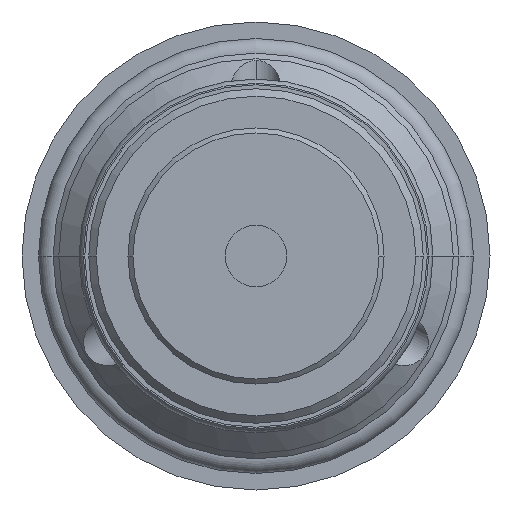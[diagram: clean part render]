
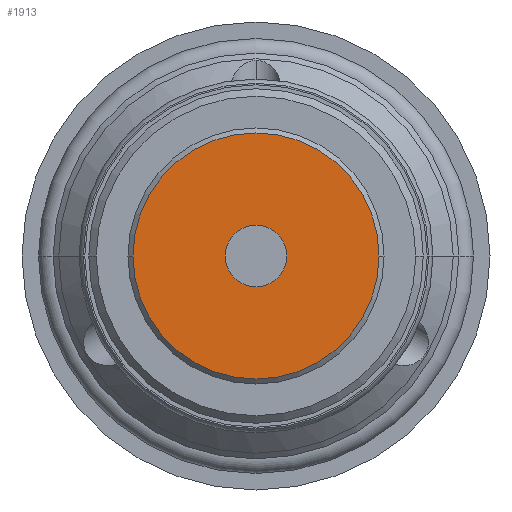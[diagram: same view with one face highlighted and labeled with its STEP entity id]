
A CAD part, left-side view. The second image highlights one B-rep face of the part: STEP entity #1913.
In plain terms, the highlighted planar face has unit normal (-1, 0, 0).
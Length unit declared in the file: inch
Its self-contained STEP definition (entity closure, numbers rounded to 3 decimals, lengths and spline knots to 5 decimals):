
#236=CARTESIAN_POINT('',(-2.676,0.,0.));
#237=DIRECTION('',(-1.,0.,0.));
#238=DIRECTION('',(0.,1.,0.));
#239=AXIS2_PLACEMENT_3D('',#236,#237,#238);
#241=CARTESIAN_POINT('',(-2.676,0.,0.));
#242=DIRECTION('',(1.,0.,0.));
#243=DIRECTION('',(0.,1.,0.));
#244=AXIS2_PLACEMENT_3D('',#241,#242,#243);
#246=CARTESIAN_POINT('',(-2.676,0.,0.));
#247=DIRECTION('',(1.,0.,0.));
#248=DIRECTION('',(0.,1.,0.));
#249=AXIS2_PLACEMENT_3D('',#246,#247,#248);
#255=CARTESIAN_POINT('',(-2.676,0.,0.));
#256=DIRECTION('',(-1.,0.,0.));
#257=DIRECTION('',(0.,1.,0.));
#258=AXIS2_PLACEMENT_3D('',#255,#256,#257);
#1490=CARTESIAN_POINT('',(-2.676,0.493,0.));
#1491=CARTESIAN_POINT('',(-2.676,-0.493,0.));
#1492=VERTEX_POINT('',#1490);
#1493=VERTEX_POINT('',#1491);
#1494=CARTESIAN_POINT('',(-2.676,0.1235,0.));
#1495=CARTESIAN_POINT('',(-2.676,-0.1235,0.));
#1496=VERTEX_POINT('',#1494);
#1497=VERTEX_POINT('',#1495);
#1898=CARTESIAN_POINT('',(-2.676,0.,0.));
#1899=DIRECTION('',(1.,0.,0.));
#1900=DIRECTION('',(0.,-1.,0.));
#1901=AXIS2_PLACEMENT_3D('',#1898,#1899,#1900);
#1902=PLANE('',#1901);
#1903=ORIENTED_EDGE('',*,*,#1892,.F.);
#1904=ORIENTED_EDGE('',*,*,#1878,.T.);
#1905=EDGE_LOOP('',(#1903,#1904));
#1906=FACE_OUTER_BOUND('',#1905,.F.);
#1908=ORIENTED_EDGE('',*,*,#1907,.F.);
#1910=ORIENTED_EDGE('',*,*,#1909,.T.);
#1911=EDGE_LOOP('',(#1908,#1910));
#1912=FACE_BOUND('',#1911,.F.);
#1913=ADVANCED_FACE('',(#1906,#1912),#1902,.F.);
#240=CIRCLE('',#239,0.493);
#245=CIRCLE('',#244,0.493);
#250=CIRCLE('',#249,0.1235);
#259=CIRCLE('',#258,0.1235);
#1878=EDGE_CURVE('',#1492,#1493,#245,.T.);
#1892=EDGE_CURVE('',#1492,#1493,#240,.T.);
#1907=EDGE_CURVE('',#1496,#1497,#250,.T.);
#1909=EDGE_CURVE('',#1496,#1497,#259,.T.);
